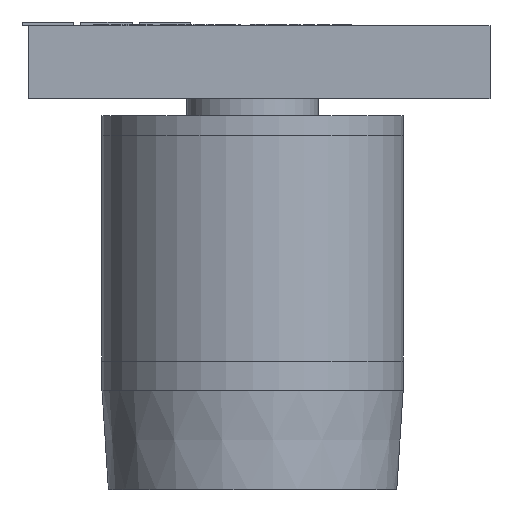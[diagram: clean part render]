
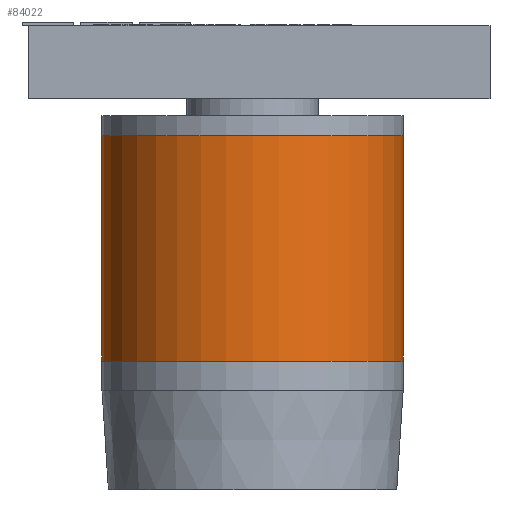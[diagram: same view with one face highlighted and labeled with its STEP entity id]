
A CAD part, front view. The second image highlights one B-rep face of the part: STEP entity #84022.
In plain terms, the highlighted cylindrical face has radius 825 mm (diameter 1650 mm), a full revolution.
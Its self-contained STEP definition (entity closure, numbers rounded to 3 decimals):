
#2496=CYLINDRICAL_SURFACE('',#105104,825.);
#2784=CIRCLE('',#105098,825.);
#2786=CIRCLE('',#105101,825.);
#10046=FACE_OUTER_BOUND('',#14923,.T.);
#14923=EDGE_LOOP('',(#74375,#74376,#74377,#74378));
#25151=LINE('',#151669,#35399);
#35399=VECTOR('',#127390,825.);
#42504=VERTEX_POINT('',#151657);
#42506=VERTEX_POINT('',#151662);
#53135=EDGE_CURVE('',#42504,#42504,#2784,.T.);
#53137=EDGE_CURVE('',#42506,#42506,#2786,.T.);
#53140=EDGE_CURVE('',#42504,#42506,#25151,.T.);
#74375=ORIENTED_EDGE('',*,*,#53135,.F.);
#74376=ORIENTED_EDGE('',*,*,#53140,.T.);
#74377=ORIENTED_EDGE('',*,*,#53137,.F.);
#74378=ORIENTED_EDGE('',*,*,#53140,.F.);
#84022=ADVANCED_FACE('',(#10046),#2496,.T.);
#105098=AXIS2_PLACEMENT_3D('',#151658,#127375,#127376);
#105101=AXIS2_PLACEMENT_3D('',#151663,#127381,#127382);
#105104=AXIS2_PLACEMENT_3D('',#151668,#127388,#127389);
#127375=DIRECTION('center_axis',(0.,0.,1.));
#127376=DIRECTION('ref_axis',(-1.,0.,0.));
#127381=DIRECTION('center_axis',(0.,0.,-1.));
#127382=DIRECTION('ref_axis',(-1.,0.,0.));
#127388=DIRECTION('center_axis',(0.,0.,
-1.));
#127389=DIRECTION('ref_axis',(0.,-1.,0.));
#127390=DIRECTION('',(0.,0.,-1.));
#151657=CARTESIAN_POINT('',(-10931.997,-2082.592,-601.));
#151658=CARTESIAN_POINT('Origin',(-10931.997,-2907.592,-601.));
#151662=CARTESIAN_POINT('',(-10931.997,-2082.592,-1835.));
#151663=CARTESIAN_POINT('Origin',(-10931.997,-2907.592,-1835.));
#151668=CARTESIAN_POINT('Origin',(-10931.997,-2907.592,-601.));
#151669=CARTESIAN_POINT('',(-10931.997,-2082.592,-601.));
